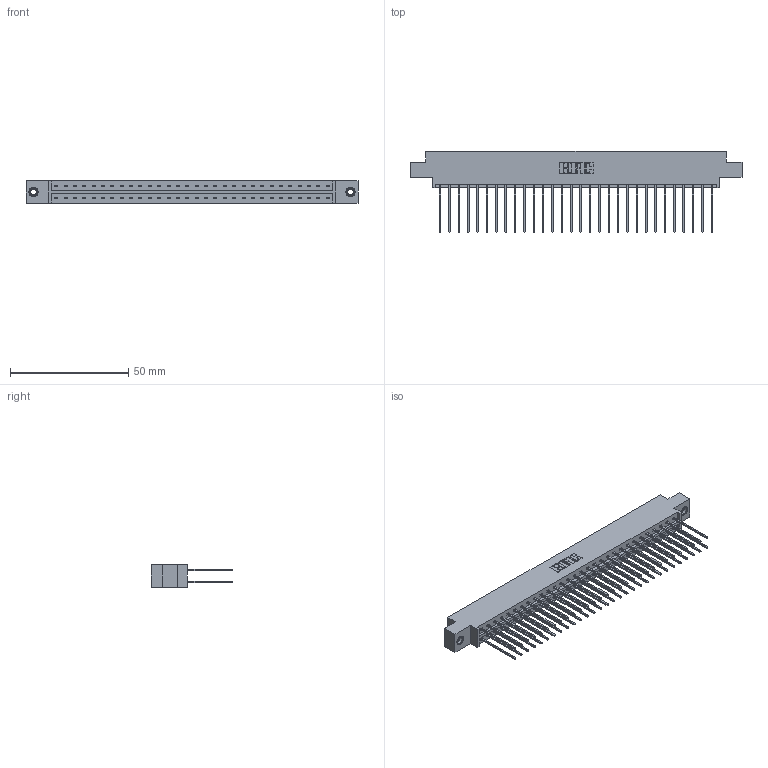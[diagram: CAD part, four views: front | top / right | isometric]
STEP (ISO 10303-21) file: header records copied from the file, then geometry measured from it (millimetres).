
FILE_DESCRIPTION (( 'STEP AP203' ), '1' );
FILE_NAME ('833-060-541-807.STEP', '2020-06-05T02:34:09', ( '' ), ( '' ), 'SwSTEP 2.0', 'SolidWorks 2020', '' );
FILE_SCHEMA (( 'CONFIG_CONTROL_DESIGN' ));
Length unit declared in the file: inch
Products named in the file (4): 345-292-001_345-293-141; 833-060-541-807; 833 Part_Offset - .156 Dia - TI; 345-250-001_345-250-005-103
Assembly tree (63 placements, depth 2):
  833-060-541-807
    833 Part_Offset - .156 Dia - TI
    345-292-001_345-293-141  x60
    345-250-001_345-250-005-103  x2
Bounding box: 140.41 x 34.3 x 9.4 mm (x, y, z)
Volume: 14325.9 mm3; surface area: 18776.8 mm2
Topology: 63 solids, 63 shells, 3298 faces, 9759 edges, 6418 vertices
Faces by surface type: plane 2266, cylinder 1016, cone 12, torus 4
Entity records: 22188 total; most frequent: CARTESIAN_POINT 3677, ORIENTED_EDGE 3606, DIRECTION 3193, EDGE_CURVE 1803, VECTOR 1655, LINE 1655, VERTEX_POINT 1196, AXIS2_PLACEMENT_3D 769
